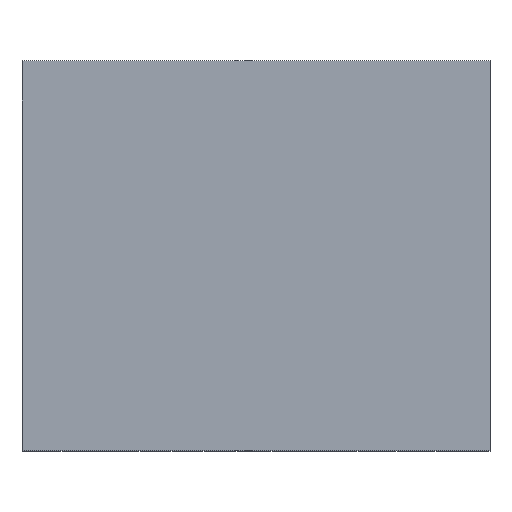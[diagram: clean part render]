
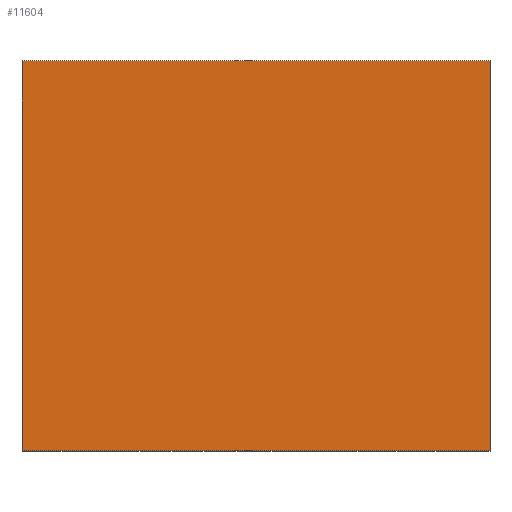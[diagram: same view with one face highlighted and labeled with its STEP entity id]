
A CAD part, top view. The second image highlights one B-rep face of the part: STEP entity #11604.
In plain terms, the highlighted face is planar.
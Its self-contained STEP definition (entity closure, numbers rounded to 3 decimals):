
#9286=DIRECTION('',(0.,0.,1.));
#9287=VECTOR('',#9286,5.);
#9288=CARTESIAN_POINT('',(-3.,1.475,-2.5));
#9289=LINE('',#9288,#9287);
#9293=DIRECTION('',(-1.,0.,0.));
#9294=VECTOR('',#9293,6.);
#9295=CARTESIAN_POINT('',(3.,1.475,-2.5));
#9296=LINE('',#9295,#9294);
#9300=DIRECTION('',(0.,0.,-1.));
#9301=VECTOR('',#9300,5.);
#9302=CARTESIAN_POINT('',(3.,1.475,2.5));
#9303=LINE('',#9302,#9301);
#9307=DIRECTION('',(1.,0.,0.));
#9308=VECTOR('',#9307,6.);
#9309=CARTESIAN_POINT('',(-3.,1.475,2.5));
#9310=LINE('',#9309,#9308);
#9720=CARTESIAN_POINT('',(-3.,1.475,-2.5));
#9721=CARTESIAN_POINT('',(-3.,1.475,2.5));
#9722=VERTEX_POINT('',#9720);
#9723=VERTEX_POINT('',#9721);
#9724=CARTESIAN_POINT('',(3.,1.475,2.5));
#9725=VERTEX_POINT('',#9724);
#9726=CARTESIAN_POINT('',(3.,1.475,-2.5));
#9727=VERTEX_POINT('',#9726);
#11593=CARTESIAN_POINT('',(0.,1.475,0.));
#11594=DIRECTION('',(0.,1.,0.));
#11595=DIRECTION('',(1.,0.,0.));
#11596=AXIS2_PLACEMENT_3D('',#11593,#11594,#11595);
#11597=PLANE('',#11596);
#11598=ORIENTED_EDGE('',*,*,#10719,.F.);
#11599=ORIENTED_EDGE('',*,*,#11333,.F.);
#11600=ORIENTED_EDGE('',*,*,#11426,.F.);
#11601=ORIENTED_EDGE('',*,*,#11512,.F.);
#11602=EDGE_LOOP('',(#11598,#11599,#11600,#11601));
#11603=FACE_OUTER_BOUND('',#11602,.F.);
#11604=ADVANCED_FACE('',(#11603),#11597,.T.);
#10719=EDGE_CURVE('',#9722,#9723,#9289,.T.);
#11333=EDGE_CURVE('',#9727,#9722,#9296,.T.);
#11426=EDGE_CURVE('',#9725,#9727,#9303,.T.);
#11512=EDGE_CURVE('',#9723,#9725,#9310,.T.);
